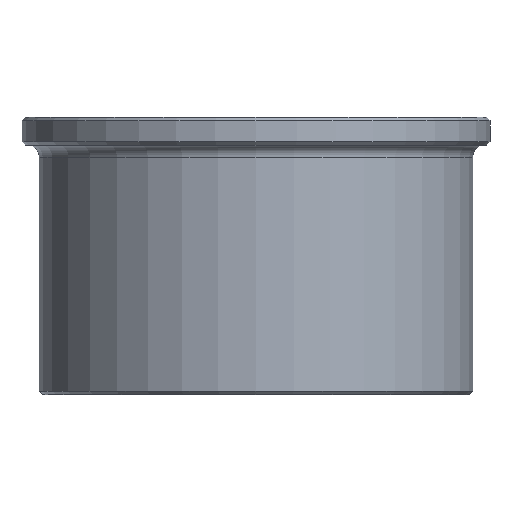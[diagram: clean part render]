
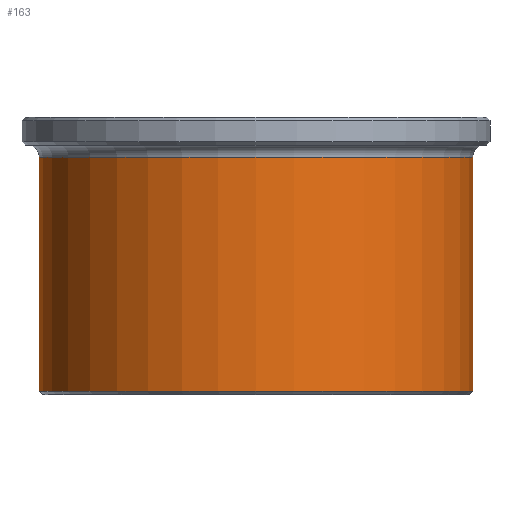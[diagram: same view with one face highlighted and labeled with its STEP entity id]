
A CAD part, front view. The second image highlights one B-rep face of the part: STEP entity #163.
In plain terms, the highlighted cylindrical face has radius 62.5 mm (diameter 125 mm), a full revolution.
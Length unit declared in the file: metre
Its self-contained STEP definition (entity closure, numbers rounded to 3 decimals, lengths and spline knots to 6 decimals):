
#163=ADVANCED_FACE('',(#199,#200),#201,.T.);
#199=FACE_OUTER_BOUND('',#2791,.T.);
#200=FACE_OUTER_BOUND('',#2792,.T.);
#201=CYLINDRICAL_SURFACE('',#2793,0.0625);
#2791=EDGE_LOOP('',(#5414));
#2792=EDGE_LOOP('',(#5415));
#2793=AXIS2_PLACEMENT_3D('',#5416,#5417,#5418);
#5414=ORIENTED_EDGE('',*,*,#5467,.T.);
#5415=ORIENTED_EDGE('',*,*,#5468,.F.);
#5416=CARTESIAN_POINT('',(0.0,0.0,0.));
#5417=DIRECTION('',(0.0,0.,-1.0));
#5418=DIRECTION('',(0.0,1.0,0.));
#5467=EDGE_CURVE('',#5506,#5506,#5507,.T.);
#5468=EDGE_CURVE('',#5508,#5508,#5509,.T.);
#5506=VERTEX_POINT('',#5786);
#5507=CIRCLE('',#5787,0.0625);
#5508=VERTEX_POINT('',#5788);
#5509=CIRCLE('',#5789,0.0625);
#5786=CARTESIAN_POINT('',(0.0,0.0625,0.0685));
#5787=AXIS2_PLACEMENT_3D('',#5833,#5834,#5835);
#5788=CARTESIAN_POINT('',(0.0,0.0625,0.001));
#5789=AXIS2_PLACEMENT_3D('',#5836,#5837,#5838);
#5833=CARTESIAN_POINT('',(0.0,0.0,0.0685));
#5834=DIRECTION('',(0.0,0.,-1.0));
#5835=DIRECTION('',(0.0,1.0,0.));
#5836=CARTESIAN_POINT('',(0.0,0.0,0.001));
#5837=DIRECTION('',(0.0,0.,-1.0));
#5838=DIRECTION('',(0.0,1.0,0.));
